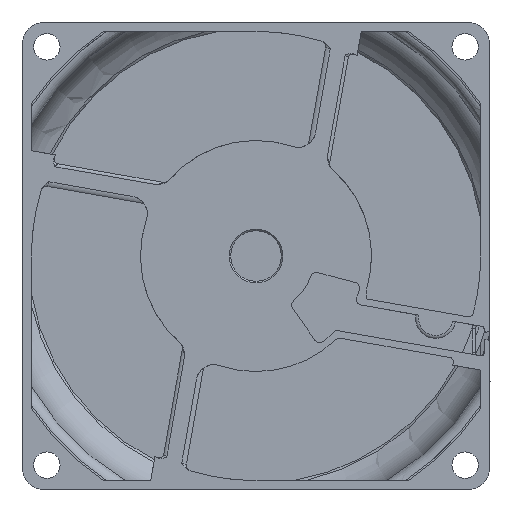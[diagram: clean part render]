
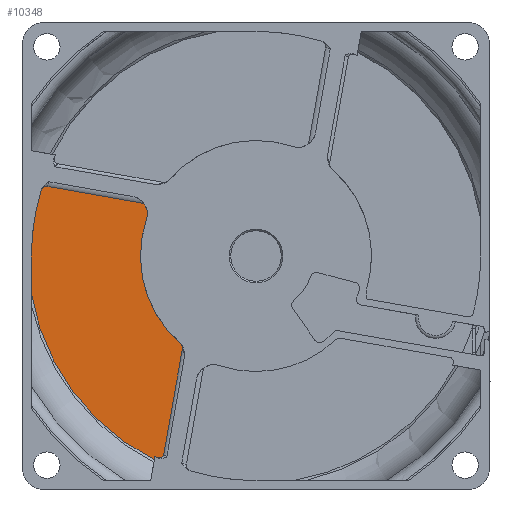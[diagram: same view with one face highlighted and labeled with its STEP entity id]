
A CAD part, front view. The second image highlights one B-rep face of the part: STEP entity #10348.
In plain terms, the highlighted planar face has unit normal (0, -1, 0).
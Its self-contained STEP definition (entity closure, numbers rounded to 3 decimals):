
#342=CARTESIAN_POINT('',(0.,0.25,0.));
#343=DIRECTION('',(0.,-1.,0.));
#344=DIRECTION('',(-0.986,0.,-0.164));
#345=AXIS2_PLACEMENT_3D('',#342,#343,#344);
#372=CARTESIAN_POINT('',(0.,0.25,0.));
#373=DIRECTION('',(0.,1.,0.));
#374=DIRECTION('',(-0.66,0.,-0.752));
#375=AXIS2_PLACEMENT_3D('',#372,#373,#374);
#445=CARTESIAN_POINT('',(0.,0.25,0.));
#446=DIRECTION('',(0.,1.,0.));
#447=DIRECTION('',(-1.,0.,0.));
#448=AXIS2_PLACEMENT_3D('',#445,#446,#447);
#469=CARTESIAN_POINT('',(0.,0.25,0.));
#470=DIRECTION('',(0.,1.,0.));
#471=DIRECTION('',(-0.443,0.,-0.896));
#472=AXIS2_PLACEMENT_3D('',#469,#470,#471);
#1772=DIRECTION('',(0.,0.,1.));
#1773=VECTOR('',#1772,6.401);
#1774=CARTESIAN_POINT('',(-38.4,0.25,-6.401));
#1775=LINE('',#1774,#1773);
#4929=DIRECTION('',(0.174,0.,0.985));
#4930=VECTOR('',#4929,0.553);
#4931=CARTESIAN_POINT('',(-17.369,0.25,-34.84));
#4932=LINE('',#4931,#4930);
#6626=DIRECTION('',(-0.985,0.,0.174));
#6627=VECTOR('',#6626,16.824);
#6628=CARTESIAN_POINT('',(-19.161,0.25,8.99));
#6629=LINE('',#6628,#6627);
#6639=CARTESIAN_POINT('',(-35.729,0.25,
11.912));
#6640=CARTESIAN_POINT('',(-35.808,0.25,
11.925));
#6641=CARTESIAN_POINT('',(-35.966,0.25,
11.911));
#6642=CARTESIAN_POINT('',(-36.199,0.25,
11.808));
#6643=CARTESIAN_POINT('',(-36.428,0.25,
11.637));
#6644=CARTESIAN_POINT('',(-36.639,0.25,
11.386));
#6645=CARTESIAN_POINT('',(-36.735,0.25,
11.185));
#6646=CARTESIAN_POINT('',(-36.769,0.25,
11.072));
#6671=CARTESIAN_POINT('',(-21.577,0.25,7.212));
#6672=DIRECTION('',(0.,1.,0.));
#6673=DIRECTION('',(0.805,0.,0.593));
#6674=AXIS2_PLACEMENT_3D('',#6671,#6672,#6673);
#6680=CARTESIAN_POINT('',(-17.019,0.25,
-34.423));
#6681=CARTESIAN_POINT('',(-16.911,0.25,
-34.476));
#6682=CARTESIAN_POINT('',(-16.692,0.25,
-34.534));
#6683=CARTESIAN_POINT('',(-16.361,0.25,
-34.513));
#6684=CARTESIAN_POINT('',(-16.072,0.25,
-34.4));
#6685=CARTESIAN_POINT('',(-15.862,0.25,
-34.218));
#6686=CARTESIAN_POINT('',(-15.79,0.25,
-34.055));
#6687=CARTESIAN_POINT('',(-15.773,0.25,
-33.962));
#6712=DIRECTION('',(-0.174,0.,-0.985));
#6713=VECTOR('',#6712,18.208);
#6714=CARTESIAN_POINT('',(-12.612,0.25,
-16.031));
#6715=LINE('',#6714,#6713);
#6720=CARTESIAN_POINT('',(-12.612,0.25,
-16.031));
#6721=CARTESIAN_POINT('',(-12.595,0.25,
-15.936));
#6722=CARTESIAN_POINT('',(-12.587,0.25,
-15.74));
#6723=CARTESIAN_POINT('',(-12.648,0.25,
-15.409));
#6724=CARTESIAN_POINT('',(-12.798,0.25,
-15.088));
#6725=CARTESIAN_POINT('',(-12.941,0.25,
-14.92));
#6726=CARTESIAN_POINT('',(-13.026,0.25,
-14.845));
#9594=CARTESIAN_POINT('',(-13.026,0.25,-14.845));
#9595=CARTESIAN_POINT('',(-18.731,0.25,6.261));
#9596=VERTEX_POINT('',#9594);
#9597=VERTEX_POINT('',#9595);
#9614=CARTESIAN_POINT('',(-19.161,0.25,8.99));
#9615=CARTESIAN_POINT('',(-35.729,0.25,
11.912));
#9616=VERTEX_POINT('',#9614);
#9617=VERTEX_POINT('',#9615);
#9626=CARTESIAN_POINT('',(-38.4,0.25,0.));
#9627=CARTESIAN_POINT('',(-36.769,0.25,11.072));
#9628=VERTEX_POINT('',#9626);
#9629=VERTEX_POINT('',#9627);
#9662=CARTESIAN_POINT('',(-17.019,0.25,-34.423));
#9663=CARTESIAN_POINT('',(-17.273,0.25,-34.296));
#9664=VERTEX_POINT('',#9662);
#9665=VERTEX_POINT('',#9663);
#9694=CARTESIAN_POINT('',(-38.4,0.25,-6.401));
#9695=VERTEX_POINT('',#9694);
#9718=CARTESIAN_POINT('',(-17.369,0.25,-34.84));
#9719=VERTEX_POINT('',#9718);
#9778=CARTESIAN_POINT('',(-12.612,0.25,
-16.031));
#9779=CARTESIAN_POINT('',(-15.773,0.25,
-33.962));
#9780=VERTEX_POINT('',#9778);
#9781=VERTEX_POINT('',#9779);
#10317=CARTESIAN_POINT('',(0.,0.25,0.));
#10318=DIRECTION('',(0.,-1.,0.));
#10319=DIRECTION('',(0.,0.,-1.));
#10320=AXIS2_PLACEMENT_3D('',#10317,#10318,#10319);
#10321=PLANE('',#10320);
#10323=ORIENTED_EDGE('',*,*,#10322,.F.);
#10325=ORIENTED_EDGE('',*,*,#10324,.F.);
#10327=ORIENTED_EDGE('',*,*,#10326,.T.);
#10329=ORIENTED_EDGE('',*,*,#10328,.F.);
#10331=ORIENTED_EDGE('',*,*,#10330,.T.);
#10333=ORIENTED_EDGE('',*,*,#10332,.F.);
#10335=ORIENTED_EDGE('',*,*,#10334,.F.);
#10337=ORIENTED_EDGE('',*,*,#10336,.T.);
#10339=ORIENTED_EDGE('',*,*,#10338,.T.);
#10341=ORIENTED_EDGE('',*,*,#10340,.F.);
#10343=ORIENTED_EDGE('',*,*,#10342,.F.);
#10345=ORIENTED_EDGE('',*,*,#10344,.T.);
#10346=EDGE_LOOP('',(#10323,#10325,#10327,#10329,#10331,#10333,#10335,#10337,
#10339,#10341,#10343,#10345));
#10347=FACE_OUTER_BOUND('',#10346,.F.);
#10348=ADVANCED_FACE('',(#10347),#10321,.T.);
#346=CIRCLE('',#345,38.93);
#376=CIRCLE('',#375,19.75);
#449=CIRCLE('',#448,38.4);
#473=CIRCLE('',#472,38.4);
#6647=B_SPLINE_CURVE_WITH_KNOTS('',3,(#6639,#6640,#6641,#6642,#6643,#6644,#6645,
#6646),.UNSPECIFIED.,.F.,.F.,(4,1,1,1,1,4),(0.,0.2,0.4,0.6,0.8,1.),
.UNSPECIFIED.);
#6675=CIRCLE('',#6674,3.);
#6688=B_SPLINE_CURVE_WITH_KNOTS('',3,(#6680,#6681,#6682,#6683,#6684,#6685,#6686,
#6687),.UNSPECIFIED.,.F.,.F.,(4,1,1,1,1,4),(0.,0.2,0.4,0.6,0.8,1.),
.UNSPECIFIED.);
#6727=B_SPLINE_CURVE_WITH_KNOTS('',3,(#6720,#6721,#6722,#6723,#6724,#6725,
#6726),.UNSPECIFIED.,.F.,.F.,(4,1,1,1,4),(0.,0.25,0.5,0.75,1.),
.UNSPECIFIED.);
#10322=EDGE_CURVE('',#9596,#9597,#376,.T.);
#10324=EDGE_CURVE('',#9780,#9596,#6727,.T.);
#10326=EDGE_CURVE('',#9780,#9781,#6715,.T.);
#10328=EDGE_CURVE('',#9664,#9781,#6688,.T.);
#10330=EDGE_CURVE('',#9664,#9665,#473,.T.);
#10332=EDGE_CURVE('',#9719,#9665,#4932,.T.);
#10334=EDGE_CURVE('',#9695,#9719,#346,.T.);
#10336=EDGE_CURVE('',#9695,#9628,#1775,.T.);
#10338=EDGE_CURVE('',#9628,#9629,#449,.T.);
#10340=EDGE_CURVE('',#9617,#9629,#6647,.T.);
#10342=EDGE_CURVE('',#9616,#9617,#6629,.T.);
#10344=EDGE_CURVE('',#9616,#9597,#6675,.T.);
